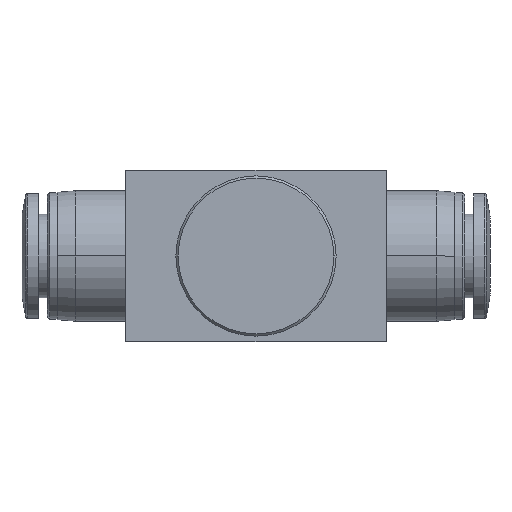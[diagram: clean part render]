
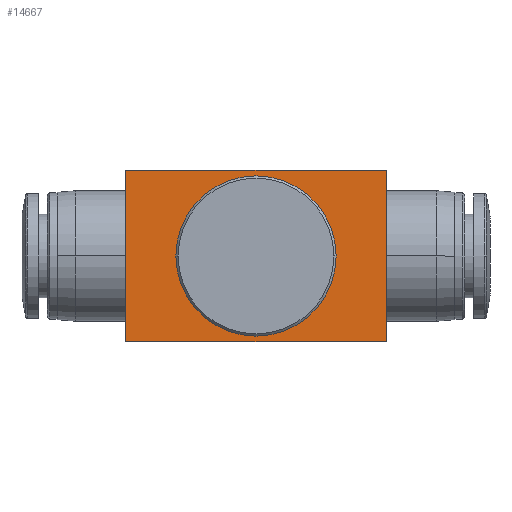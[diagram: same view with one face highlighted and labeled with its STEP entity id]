
A CAD part, front view. The second image highlights one B-rep face of the part: STEP entity #14667.
In plain terms, the highlighted planar face has unit normal (0, -1, 0).
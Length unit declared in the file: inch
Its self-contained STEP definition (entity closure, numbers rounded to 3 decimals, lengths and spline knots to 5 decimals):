
#59 = DIRECTION ( 'NONE',  ( 0., 1., 0. ) ) ;
#788 = LINE ( 'NONE', #28352, #6708 ) ;
#1316 = PLANE ( 'NONE',  #6275 ) ;
#1436 = VECTOR ( 'NONE', #20267, 39.37008 ) ;
#1514 = ORIENTED_EDGE ( 'NONE', *, *, #7617, .T. ) ;
#2168 = ORIENTED_EDGE ( 'NONE', *, *, #5719, .T. ) ;
#2637 = CARTESIAN_POINT ( 'NONE',  ( -0.68701, 0.05512, -0.45276 ) ) ;
#3004 = EDGE_CURVE ( 'NONE', #10782, #18523, #18627, .T. ) ;
#3556 = DIRECTION ( 'NONE',  ( 0., 1., 0. ) ) ;
#3850 = CIRCLE ( 'NONE', #29101, 0.42323 ) ;
#4443 = CARTESIAN_POINT ( 'NONE',  ( 0.42323, 0.05512, 0. ) ) ;
#4509 = AXIS2_PLACEMENT_3D ( 'NONE', #17032, #3556, #19281 ) ;
#5358 = EDGE_CURVE ( 'NONE', #11378, #21863, #3850, .T. ) ;
#5719 = EDGE_CURVE ( 'NONE', #17501, #18523, #23176, .T. ) ;
#5801 = CARTESIAN_POINT ( 'NONE',  ( -0.42323, 0.05512, 0.45276 ) ) ;
#6275 = AXIS2_PLACEMENT_3D ( 'NONE', #21101, #20291, #6785 ) ;
#6503 = ORIENTED_EDGE ( 'NONE', *, *, #12602, .T. ) ;
#6708 = VECTOR ( 'NONE', #12785, 39.37008 ) ;
#6785 = DIRECTION ( 'NONE',  ( 0., 0., -1. ) ) ;
#7573 = CARTESIAN_POINT ( 'NONE',  ( 0.68701, 0.05512, 0.45276 ) ) ;
#7617 = EDGE_CURVE ( 'NONE', #24875, #17501, #21719, .T. ) ;
#7855 = ORIENTED_EDGE ( 'NONE', *, *, #7867, .T. ) ;
#7867 = EDGE_CURVE ( 'NONE', #21863, #11378, #15340, .T. ) ;
#9693 = VECTOR ( 'NONE', #20478, 39.37008 ) ;
#10782 = VERTEX_POINT ( 'NONE', #2637 ) ;
#11378 = VERTEX_POINT ( 'NONE', #4443 ) ;
#12150 = CARTESIAN_POINT ( 'NONE',  ( -0.68701, 0.05512, 0.45276 ) ) ;
#12602 = EDGE_CURVE ( 'NONE', #10782, #24875, #788, .T. ) ;
#12785 = DIRECTION ( 'NONE',  ( 1., 0., 0. ) ) ;
#13511 = CARTESIAN_POINT ( 'NONE',  ( 0., 0.05512, 0. ) ) ;
#14667 = ADVANCED_FACE ( 'NONE', ( #20389, #26412 ), #1316, .T. ) ;
#15340 = CIRCLE ( 'NONE', #4509, 0.42323 ) ;
#15792 = DIRECTION ( 'NONE',  ( -1., 0., 0. ) ) ;
#16113 = EDGE_LOOP ( 'NONE', ( #7855, #24288 ) ) ;
#16515 = EDGE_LOOP ( 'NONE', ( #6503, #1514, #2168, #25184 ) ) ;
#17032 = CARTESIAN_POINT ( 'NONE',  ( 0., 0.05512, 0. ) ) ;
#17501 = VERTEX_POINT ( 'NONE', #7573 ) ;
#18098 = CARTESIAN_POINT ( 'NONE',  ( -0.68701, 0.05512, 0. ) ) ;
#18214 = CARTESIAN_POINT ( 'NONE',  ( 0.68701, 0.05512, 0. ) ) ;
#18523 = VERTEX_POINT ( 'NONE', #12150 ) ;
#18627 = LINE ( 'NONE', #18098, #1436 ) ;
#19281 = DIRECTION ( 'NONE',  ( -1., 0., 0. ) ) ;
#20267 = DIRECTION ( 'NONE',  ( 0., 0., 1. ) ) ;
#20291 = DIRECTION ( 'NONE',  ( 0., -1., 0. ) ) ;
#20389 = FACE_BOUND ( 'NONE', #16113, .T. ) ;
#20478 = DIRECTION ( 'NONE',  ( 0., 0., 1. ) ) ;
#21101 = CARTESIAN_POINT ( 'NONE',  ( -0.42323, 0.05512, 0. ) ) ;
#21719 = LINE ( 'NONE', #18214, #9693 ) ;
#21863 = VERTEX_POINT ( 'NONE', #28196 ) ;
#23176 = LINE ( 'NONE', #5801, #28483 ) ;
#24288 = ORIENTED_EDGE ( 'NONE', *, *, #5358, .T. ) ;
#24875 = VERTEX_POINT ( 'NONE', #27353 ) ;
#25184 = ORIENTED_EDGE ( 'NONE', *, *, #3004, .F. ) ;
#26024 = DIRECTION ( 'NONE',  ( -1., 0., 0. ) ) ;
#26412 = FACE_OUTER_BOUND ( 'NONE', #16515, .T. ) ;
#27353 = CARTESIAN_POINT ( 'NONE',  ( 0.68701, 0.05512, -0.45276 ) ) ;
#28196 = CARTESIAN_POINT ( 'NONE',  ( -0.42323, 0.05512, 0. ) ) ;
#28352 = CARTESIAN_POINT ( 'NONE',  ( -0.42323, 0.05512, -0.45276 ) ) ;
#28483 = VECTOR ( 'NONE', #26024, 39.37008 ) ;
#29101 = AXIS2_PLACEMENT_3D ( 'NONE', #13511, #59, #15792 ) ;
